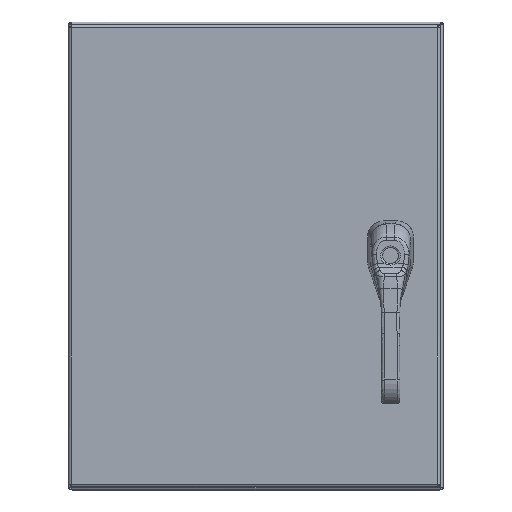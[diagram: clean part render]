
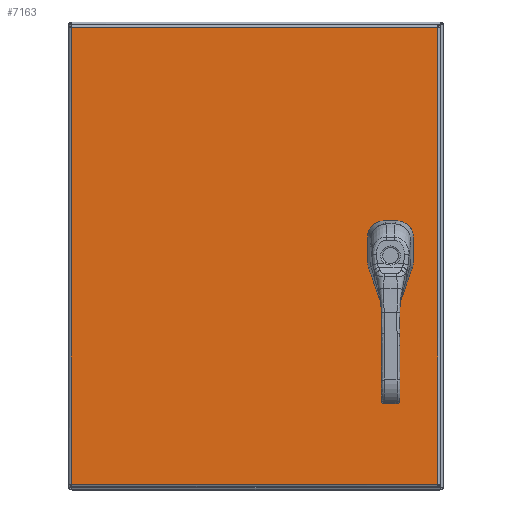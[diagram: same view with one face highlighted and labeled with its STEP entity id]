
A CAD part, top view. The second image highlights one B-rep face of the part: STEP entity #7163.
In plain terms, the highlighted face is planar.
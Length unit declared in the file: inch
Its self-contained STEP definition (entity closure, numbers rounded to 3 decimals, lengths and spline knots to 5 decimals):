
#5461=CARTESIAN_POINT('',(2.33762,10.275,0.0));
#5462=VERTEX_POINT('',#5461);
#5469=CARTESIAN_POINT('',(2.525,10.08762,0.0));
#5470=VERTEX_POINT('',#5469);
#5471=CARTESIAN_POINT('',(2.125,9.875,0.0));
#5472=DIRECTION('',(0.0,0.0,1.0));
#5473=DIRECTION('',(-0.469,-0.883,0.0));
#5474=AXIS2_PLACEMENT_3D('',#5471,#5472,#5473);
#5475=CIRCLE('',#5474,0.453);
#5476=EDGE_CURVE('',#5470,#5462,#5475,.T.);
#5501=CARTESIAN_POINT('',(2.525,9.66238,0.0));
#5502=VERTEX_POINT('',#5501);
#5503=CARTESIAN_POINT('',(2.525,9.66238,0.0));
#5504=DIRECTION('',(0.0,1.0,0.0));
#5505=VECTOR('',#5504,0.42525);
#5506=LINE('',#5503,#5505);
#5507=EDGE_CURVE('',#5502,#5470,#5506,.T.);
#5533=CARTESIAN_POINT('',(2.33762,9.475,0.0));
#5534=VERTEX_POINT('',#5533);
#5535=CARTESIAN_POINT('',(2.125,9.875,0.0));
#5536=DIRECTION('',(0.0,0.0,1.0));
#5537=DIRECTION('',(-0.883,0.469,0.0));
#5538=AXIS2_PLACEMENT_3D('',#5535,#5536,#5537);
#5539=CIRCLE('',#5538,0.453);
#5540=EDGE_CURVE('',#5534,#5502,#5539,.T.);
#5565=CARTESIAN_POINT('',(1.91238,9.475,0.0));
#5566=VERTEX_POINT('',#5565);
#5567=CARTESIAN_POINT('',(1.91238,9.475,0.0));
#5568=DIRECTION('',(1.0,0.0,0.0));
#5569=VECTOR('',#5568,0.42525);
#5570=LINE('',#5567,#5569);
#5571=EDGE_CURVE('',#5566,#5534,#5570,.T.);
#5597=CARTESIAN_POINT('',(1.725,9.66238,0.0));
#5598=VERTEX_POINT('',#5597);
#5599=CARTESIAN_POINT('',(2.125,9.875,0.0));
#5600=DIRECTION('',(0.0,0.0,1.0));
#5601=DIRECTION('',(0.469,0.883,0.0));
#5602=AXIS2_PLACEMENT_3D('',#5599,#5600,#5601);
#5603=CIRCLE('',#5602,0.453);
#5604=EDGE_CURVE('',#5598,#5566,#5603,.T.);
#5629=CARTESIAN_POINT('',(1.725,10.08762,0.0));
#5630=VERTEX_POINT('',#5629);
#5631=CARTESIAN_POINT('',(1.725,10.08762,0.0));
#5632=DIRECTION('',(0.0,-1.0,0.0));
#5633=VECTOR('',#5632,0.42525);
#5634=LINE('',#5631,#5633);
#5635=EDGE_CURVE('',#5630,#5598,#5634,.T.);
#5661=CARTESIAN_POINT('',(1.91238,10.275,0.0));
#5662=VERTEX_POINT('',#5661);
#5663=CARTESIAN_POINT('',(2.125,9.875,0.0));
#5664=DIRECTION('',(0.0,0.0,1.0));
#5665=DIRECTION('',(0.883,-0.469,0.0));
#5666=AXIS2_PLACEMENT_3D('',#5663,#5664,#5665);
#5667=CIRCLE('',#5666,0.453);
#5668=EDGE_CURVE('',#5662,#5630,#5667,.T.);
#5691=CARTESIAN_POINT('',(2.33762,10.275,0.0));
#5692=DIRECTION('',(-1.0,0.0,0.0));
#5693=VECTOR('',#5692,0.42525);
#5694=LINE('',#5691,#5693);
#5695=EDGE_CURVE('',#5462,#5662,#5694,.T.);
#5717=CARTESIAN_POINT('',(1.9845,8.497,0.0));
#5718=VERTEX_POINT('',#5717);
#5719=CARTESIAN_POINT('',(2.125,8.497,0.0));
#5720=DIRECTION('',(0.0,0.0,1.0));
#5721=DIRECTION('',(1.0,0.0,0.0));
#5722=AXIS2_PLACEMENT_3D('',#5719,#5720,#5721);
#5723=CIRCLE('',#5722,0.1405);
#5724=EDGE_CURVE('',#5718,#5718,#5723,.T.);
#5745=CARTESIAN_POINT('',(1.9845,8.989,0.0));
#5746=VERTEX_POINT('',#5745);
#5747=CARTESIAN_POINT('',(2.125,8.989,0.0));
#5748=DIRECTION('',(0.0,0.0,1.0));
#5749=DIRECTION('',(1.0,0.0,0.0));
#5750=AXIS2_PLACEMENT_3D('',#5747,#5748,#5749);
#5751=CIRCLE('',#5750,0.1405);
#5752=EDGE_CURVE('',#5746,#5746,#5751,.T.);
#5773=CARTESIAN_POINT('',(1.9845,10.76,0.0));
#5774=VERTEX_POINT('',#5773);
#5775=CARTESIAN_POINT('',(2.125,10.76,0.0));
#5776=DIRECTION('',(0.0,0.0,1.0));
#5777=DIRECTION('',(1.0,0.0,0.0));
#5778=AXIS2_PLACEMENT_3D('',#5775,#5776,#5777);
#5779=CIRCLE('',#5778,0.1405);
#5780=EDGE_CURVE('',#5774,#5774,#5779,.T.);
#6174=CARTESIAN_POINT('',(15.76975,0.10525,0.));
#6175=VERTEX_POINT('',#6174);
#6186=CARTESIAN_POINT('',(15.76975,19.64475,0.));
#6187=VERTEX_POINT('',#6186);
#6188=CARTESIAN_POINT('',(15.76975,19.64475,0.0));
#6189=DIRECTION('',(0.0,-1.0,0.0));
#6190=VECTOR('',#6189,19.5395);
#6191=LINE('',#6188,#6190);
#6192=EDGE_CURVE('',#6187,#6175,#6191,.T.);
#6344=CARTESIAN_POINT('',(0.10525,0.10525,0.));
#6345=VERTEX_POINT('',#6344);
#6356=CARTESIAN_POINT('',(15.76975,0.10525,0.0));
#6357=DIRECTION('',(-1.0,0.0,0.0));
#6358=VECTOR('',#6357,15.6645);
#6359=LINE('',#6356,#6358);
#6360=EDGE_CURVE('',#6175,#6345,#6359,.T.);
#6615=CARTESIAN_POINT('',(0.10525,19.64475,0.));
#6616=VERTEX_POINT('',#6615);
#6627=CARTESIAN_POINT('',(0.10525,0.10525,0.0));
#6628=DIRECTION('',(0.0,1.0,0.0));
#6629=VECTOR('',#6628,19.5395);
#6630=LINE('',#6627,#6629);
#6631=EDGE_CURVE('',#6345,#6616,#6630,.T.);
#6896=CARTESIAN_POINT('',(0.10525,19.64475,0.0));
#6897=DIRECTION('',(1.0,0.0,0.0));
#6898=VECTOR('',#6897,15.6645);
#6899=LINE('',#6896,#6898);
#6900=EDGE_CURVE('',#6616,#6187,#6899,.T.);
#7133=CARTESIAN_POINT('',(7.9375,9.875,0.0));
#7134=DIRECTION('',(0.0,0.0,1.0));
#7135=DIRECTION('',(1.0,0.0,0.0));
#7136=AXIS2_PLACEMENT_3D('',#7133,#7134,#7135);
#7137=PLANE('',#7136);
#7138=ORIENTED_EDGE('',*,*,#6192,.T.);
#7139=ORIENTED_EDGE('',*,*,#6360,.T.);
#7140=ORIENTED_EDGE('',*,*,#6631,.T.);
#7141=ORIENTED_EDGE('',*,*,#6900,.T.);
#7142=EDGE_LOOP('',(#7138,#7139,#7140,#7141));
#7143=FACE_OUTER_BOUND('',#7142,.T.);
#7144=ORIENTED_EDGE('',*,*,#5476,.T.);
#7145=ORIENTED_EDGE('',*,*,#5695,.T.);
#7146=ORIENTED_EDGE('',*,*,#5668,.T.);
#7147=ORIENTED_EDGE('',*,*,#5635,.T.);
#7148=ORIENTED_EDGE('',*,*,#5604,.T.);
#7149=ORIENTED_EDGE('',*,*,#5571,.T.);
#7150=ORIENTED_EDGE('',*,*,#5540,.T.);
#7151=ORIENTED_EDGE('',*,*,#5507,.T.);
#7152=EDGE_LOOP('',(#7144,#7145,#7146,#7147,#7148,#7149,#7150,#7151));
#7153=FACE_BOUND('',#7152,.T.);
#7154=ORIENTED_EDGE('',*,*,#5724,.T.);
#7155=EDGE_LOOP('',(#7154));
#7156=FACE_BOUND('',#7155,.T.);
#7157=ORIENTED_EDGE('',*,*,#5752,.T.);
#7158=EDGE_LOOP('',(#7157));
#7159=FACE_BOUND('',#7158,.T.);
#7160=ORIENTED_EDGE('',*,*,#5780,.T.);
#7161=EDGE_LOOP('',(#7160));
#7162=FACE_BOUND('',#7161,.T.);
#7163=ADVANCED_FACE('',(#7143,#7153,#7156,#7159,#7162),#7137,.F.);
